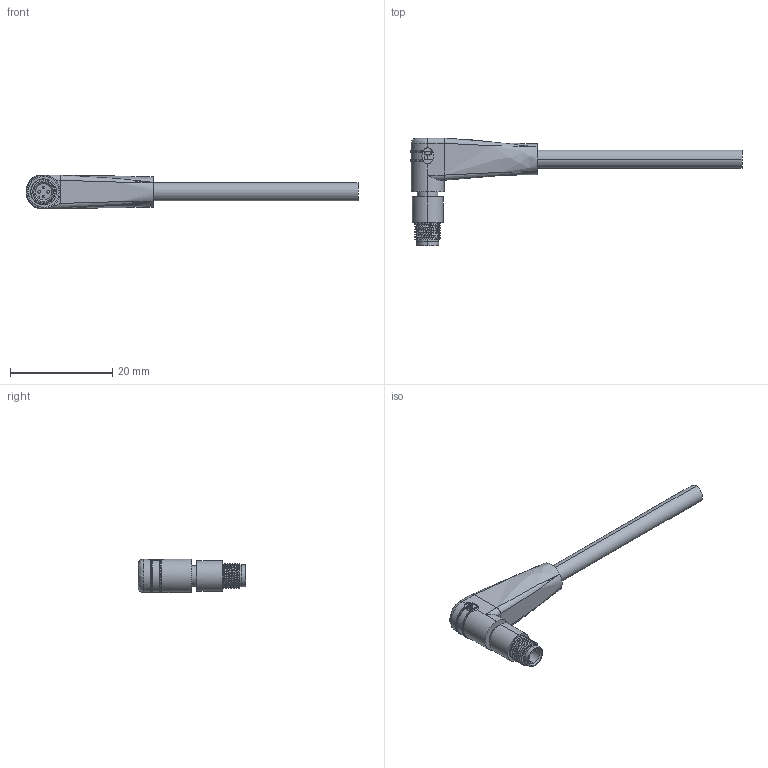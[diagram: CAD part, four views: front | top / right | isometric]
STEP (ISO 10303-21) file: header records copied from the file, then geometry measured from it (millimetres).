
FILE_DESCRIPTION (( 'STEP AP203' ), '1' );
FILE_NAME ('P08.STEP', '2020-03-30T05:37:53', ( 'edpusr' ), ( 'Microsoft' ), 'SwSTEP 2.0', 'SolidWorks 2015', '' );
FILE_SCHEMA (( 'CONFIG_CONTROL_DESIGN' ));
Length unit declared in the file: millimetre
Products named in the file (1): P08
Bounding box: 64.82 x 21 x 6.63 mm (x, y, z)
Volume: 1682.8 mm3; surface area: 1444.9 mm2
Topology: 1 solids, 1 shells, 160 faces, 438 edges, 276 vertices
Faces by surface type: plane 57, cylinder 53, bspline 48, cone 2
Entity records: 8657 total; most frequent: CARTESIAN_POINT 5211, ORIENTED_EDGE 842, DIRECTION 473, EDGE_CURVE 421, VERTEX_POINT 276, LINE 185, VECTOR 185, EDGE_LOOP 173
